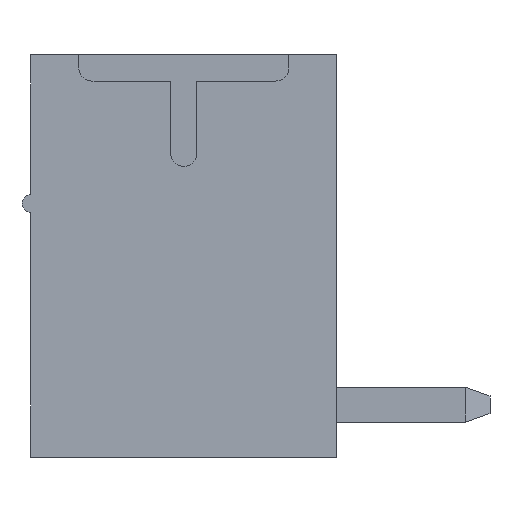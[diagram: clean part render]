
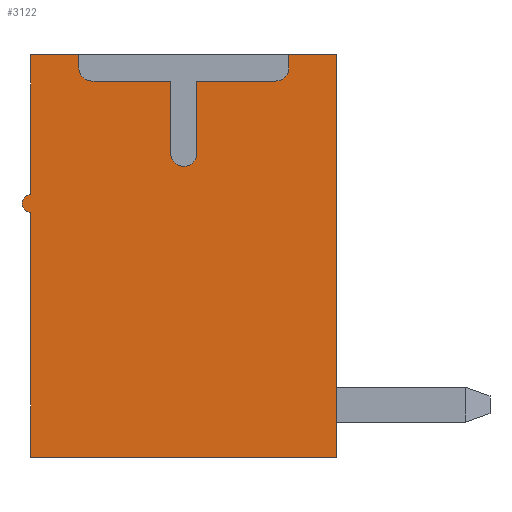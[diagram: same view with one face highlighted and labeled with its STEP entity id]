
A CAD part, left-side view. The second image highlights one B-rep face of the part: STEP entity #3122.
In plain terms, the highlighted planar face has unit normal (-1, 0, 0).
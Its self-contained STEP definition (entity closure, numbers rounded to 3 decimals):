
#6 = DIRECTION ( 'NONE',  ( 0., 1., 0. ) ) ;
#44 = CARTESIAN_POINT ( 'NONE',  ( -4.255, 3.8, 2.35 ) ) ;
#85 = CARTESIAN_POINT ( 'NONE',  ( -4.255, 5.9, 4.6 ) ) ;
#86 = DIRECTION ( 'NONE',  ( 0., 0., 1. ) ) ;
#122 = VERTEX_POINT ( 'NONE', #3542 ) ;
#136 = EDGE_CURVE ( 'NONE', #1377, #5563, #3931, .T. ) ;
#170 = VECTOR ( 'NONE', #3950, 1000. ) ;
#188 = CIRCLE ( 'NONE', #5676, 0.3 ) ;
#220 = LINE ( 'NONE', #4722, #5867 ) ;
#223 = CARTESIAN_POINT ( 'NONE',  ( -4.255, 0., 4.6 ) ) ;
#293 = ORIENTED_EDGE ( 'NONE', *, *, #1341, .F. ) ;
#294 = VERTEX_POINT ( 'NONE', #2067 ) ;
#316 = CARTESIAN_POINT ( 'NONE',  ( -4.255, 3.8, 4. ) ) ;
#415 = CARTESIAN_POINT ( 'NONE',  ( -4.255, 0., -4.6 ) ) ;
#458 = ORIENTED_EDGE ( 'NONE', *, *, #3461, .F. ) ;
#567 = LINE ( 'NONE', #3323, #2131 ) ;
#607 = CARTESIAN_POINT ( 'NONE',  ( -4.255, 5.6, 4. ) ) ;
#636 = DIRECTION ( 'NONE',  ( 0., 0., -1. ) ) ;
#644 = ORIENTED_EDGE ( 'NONE', *, *, #4928, .F. ) ;
#650 = AXIS2_PLACEMENT_3D ( 'NONE', #5078, #4998, #2721 ) ;
#684 = EDGE_CURVE ( 'NONE', #1377, #2922, #567, .T. ) ;
#731 = ORIENTED_EDGE ( 'NONE', *, *, #1304, .F. ) ;
#751 = CARTESIAN_POINT ( 'NONE',  ( -4.255, 3.2, 2.35 ) ) ;
#797 = CARTESIAN_POINT ( 'NONE',  ( -4.255, 3.8, 2.05 ) ) ;
#846 = ORIENTED_EDGE ( 'NONE', *, *, #136, .F. ) ;
#942 = ORIENTED_EDGE ( 'NONE', *, *, #684, .T. ) ;
#1304 = EDGE_CURVE ( 'NONE', #4409, #1616, #3339, .T. ) ;
#1341 = EDGE_CURVE ( 'NONE', #2834, #1589, #3776, .T. ) ;
#1377 = VERTEX_POINT ( 'NONE', #5946 ) ;
#1481 = CARTESIAN_POINT ( 'NONE',  ( -4.255, 3.2, 4. ) ) ;
#1589 = VERTEX_POINT ( 'NONE', #4849 ) ;
#1592 = VERTEX_POINT ( 'NONE', #2100 ) ;
#1616 = VERTEX_POINT ( 'NONE', #316 ) ;
#1670 = LINE ( 'NONE', #797, #4166 ) ;
#1684 = LINE ( 'NONE', #4792, #170 ) ;
#1700 = LINE ( 'NONE', #5347, #5627 ) ;
#1742 = PLANE ( 'NONE',  #3777 ) ;
#1777 = DIRECTION ( 'NONE',  ( -1., 0., 0. ) ) ;
#1833 = CARTESIAN_POINT ( 'NONE',  ( -4.255, 3.5, 2.35 ) ) ;
#1850 = ORIENTED_EDGE ( 'NONE', *, *, #2332, .T. ) ;
#1857 = ORIENTED_EDGE ( 'NONE', *, *, #3618, .F. ) ;
#1952 = LINE ( 'NONE', #5332, #3510 ) ;
#1961 = EDGE_CURVE ( 'NONE', #3862, #1592, #2331, .T. ) ;
#1996 = CARTESIAN_POINT ( 'NONE',  ( -4.255, 7., 1.2 ) ) ;
#2061 = VERTEX_POINT ( 'NONE', #4570 ) ;
#2067 = CARTESIAN_POINT ( 'NONE',  ( -4.255, 7., 1. ) ) ;
#2100 = CARTESIAN_POINT ( 'NONE',  ( -4.255, 7., 4.6 ) ) ;
#2113 = ORIENTED_EDGE ( 'NONE', *, *, #2969, .F. ) ;
#2131 = VECTOR ( 'NONE', #86, 1000. ) ;
#2171 = LINE ( 'NONE', #4956, #3680 ) ;
#2204 = DIRECTION ( 'NONE',  ( 0., 0., 1. ) ) ;
#2218 = DIRECTION ( 'NONE',  ( 0., 1., 0. ) ) ;
#2252 = LINE ( 'NONE', #3297, #2682 ) ;
#2331 = LINE ( 'NONE', #223, #5270 ) ;
#2332 = EDGE_CURVE ( 'NONE', #2922, #2061, #2252, .T. ) ;
#2374 = DIRECTION ( 'NONE',  ( 0., 1., 0. ) ) ;
#2447 = DIRECTION ( 'NONE',  ( 0., 1., 0. ) ) ;
#2516 = ORIENTED_EDGE ( 'NONE', *, *, #5105, .F. ) ;
#2544 = AXIS2_PLACEMENT_3D ( 'NONE', #1833, #5255, #2374 ) ;
#2682 = VECTOR ( 'NONE', #2447, 1000. ) ;
#2721 = DIRECTION ( 'NONE',  ( 0., 1., 0. ) ) ;
#2766 = VERTEX_POINT ( 'NONE', #1481 ) ;
#2816 = CARTESIAN_POINT ( 'NONE',  ( -4.255, 7., 1.4 ) ) ;
#2821 = CARTESIAN_POINT ( 'NONE',  ( -4.255, 5.9, 4.3 ) ) ;
#2834 = VERTEX_POINT ( 'NONE', #44 ) ;
#2848 = EDGE_CURVE ( 'NONE', #294, #5687, #4562, .T. ) ;
#2863 = EDGE_LOOP ( 'NONE', ( #293, #4283, #731, #1857, #5914, #5651, #458, #4042, #644, #846, #942, #1850, #3896, #3536, #3420, #2516, #2113 ) ) ;
#2922 = VERTEX_POINT ( 'NONE', #3177 ) ;
#2925 = AXIS2_PLACEMENT_3D ( 'NONE', #4150, #3667, #5073 ) ;
#2969 = EDGE_CURVE ( 'NONE', #1589, #5820, #5122, .T. ) ;
#3111 = DIRECTION ( 'NONE',  ( 0., -1., 0. ) ) ;
#3122 = ADVANCED_FACE ( 'NONE', ( #3898 ), #1742, .T. ) ;
#3177 = CARTESIAN_POINT ( 'NONE',  ( -4.255, 0., 4.6 ) ) ;
#3297 = CARTESIAN_POINT ( 'NONE',  ( -4.255, 0., 4.6 ) ) ;
#3323 = CARTESIAN_POINT ( 'NONE',  ( -4.255, 0., -4.6 ) ) ;
#3339 = LINE ( 'NONE', #5410, #5351 ) ;
#3383 = DIRECTION ( 'NONE',  ( 1., 0., 0. ) ) ;
#3420 = ORIENTED_EDGE ( 'NONE', *, *, #5475, .F. ) ;
#3426 = EDGE_CURVE ( 'NONE', #3842, #3862, #1684, .T. ) ;
#3455 = CIRCLE ( 'NONE', #650, 0.3 ) ;
#3461 = EDGE_CURVE ( 'NONE', #5687, #1592, #2171, .T. ) ;
#3510 = VECTOR ( 'NONE', #5375, 1000. ) ;
#3536 = ORIENTED_EDGE ( 'NONE', *, *, #5554, .F. ) ;
#3542 = CARTESIAN_POINT ( 'NONE',  ( -4.255, 1.1, 4.3 ) ) ;
#3578 = DIRECTION ( 'NONE',  ( 0., 0., 1. ) ) ;
#3618 = EDGE_CURVE ( 'NONE', #3842, #4409, #3455, .T. ) ;
#3664 = CARTESIAN_POINT ( 'NONE',  ( -4.255, 1.1, 4. ) ) ;
#3667 = DIRECTION ( 'NONE',  ( -1., 0., 0. ) ) ;
#3680 = VECTOR ( 'NONE', #2204, 1000. ) ;
#3776 = CIRCLE ( 'NONE', #2925, 0.3 ) ;
#3777 = AXIS2_PLACEMENT_3D ( 'NONE', #4936, #1777, #4979 ) ;
#3842 = VERTEX_POINT ( 'NONE', #2821 ) ;
#3858 = AXIS2_PLACEMENT_3D ( 'NONE', #1996, #3383, #636 ) ;
#3862 = VERTEX_POINT ( 'NONE', #85 ) ;
#3896 = ORIENTED_EDGE ( 'NONE', *, *, #5493, .F. ) ;
#3898 = FACE_OUTER_BOUND ( 'NONE', #2863, .T. ) ;
#3931 = LINE ( 'NONE', #415, #5859 ) ;
#3950 = DIRECTION ( 'NONE',  ( 0., 0., 1. ) ) ;
#3991 = DIRECTION ( 'NONE',  ( 0., 0., 1. ) ) ;
#4042 = ORIENTED_EDGE ( 'NONE', *, *, #2848, .F. ) ;
#4122 = DIRECTION ( 'NONE',  ( -1., 0., 0. ) ) ;
#4150 = CARTESIAN_POINT ( 'NONE',  ( -4.255, 3.5, 2.35 ) ) ;
#4160 = VECTOR ( 'NONE', #3578, 1000. ) ;
#4166 = VECTOR ( 'NONE', #3991, 1000. ) ;
#4243 = LINE ( 'NONE', #3664, #4160 ) ;
#4283 = ORIENTED_EDGE ( 'NONE', *, *, #4724, .T. ) ;
#4409 = VERTEX_POINT ( 'NONE', #607 ) ;
#4562 = CIRCLE ( 'NONE', #3858, 0.2 ) ;
#4570 = CARTESIAN_POINT ( 'NONE',  ( -4.255, 1.1, 4.6 ) ) ;
#4722 = CARTESIAN_POINT ( 'NONE',  ( -4.255, 3.2, 2.05 ) ) ;
#4724 = EDGE_CURVE ( 'NONE', #2834, #1616, #1670, .T. ) ;
#4792 = CARTESIAN_POINT ( 'NONE',  ( -4.255, 5.9, 4. ) ) ;
#4849 = CARTESIAN_POINT ( 'NONE',  ( -4.255, 3.5, 2.05 ) ) ;
#4928 = EDGE_CURVE ( 'NONE', #5563, #294, #1952, .T. ) ;
#4936 = CARTESIAN_POINT ( 'NONE',  ( -4.255, 0., -4.6 ) ) ;
#4956 = CARTESIAN_POINT ( 'NONE',  ( -4.255, 7., -4.6 ) ) ;
#4979 = DIRECTION ( 'NONE',  ( 0., 1., 0. ) ) ;
#4998 = DIRECTION ( 'NONE',  ( -1., 0., 0. ) ) ;
#5073 = DIRECTION ( 'NONE',  ( 0., 1., 0. ) ) ;
#5078 = CARTESIAN_POINT ( 'NONE',  ( -4.255, 5.6, 4.3 ) ) ;
#5105 = EDGE_CURVE ( 'NONE', #5820, #2766, #220, .T. ) ;
#5122 = CIRCLE ( 'NONE', #2544, 0.3 ) ;
#5134 = DIRECTION ( 'NONE',  ( 0., 0., 1. ) ) ;
#5255 = DIRECTION ( 'NONE',  ( -1., 0., 0. ) ) ;
#5270 = VECTOR ( 'NONE', #5853, 1000. ) ;
#5332 = CARTESIAN_POINT ( 'NONE',  ( -4.255, 7., -4.6 ) ) ;
#5347 = CARTESIAN_POINT ( 'NONE',  ( -4.255, 1.1, 4. ) ) ;
#5351 = VECTOR ( 'NONE', #3111, 1000. ) ;
#5363 = VERTEX_POINT ( 'NONE', #5408 ) ;
#5375 = DIRECTION ( 'NONE',  ( 0., 0., 1. ) ) ;
#5408 = CARTESIAN_POINT ( 'NONE',  ( -4.255, 1.4, 4. ) ) ;
#5410 = CARTESIAN_POINT ( 'NONE',  ( -4.255, 1.1, 4. ) ) ;
#5475 = EDGE_CURVE ( 'NONE', #2766, #5363, #1700, .T. ) ;
#5493 = EDGE_CURVE ( 'NONE', #122, #2061, #4243, .T. ) ;
#5495 = CARTESIAN_POINT ( 'NONE',  ( -4.255, 1.4, 4.3 ) ) ;
#5554 = EDGE_CURVE ( 'NONE', #5363, #122, #188, .T. ) ;
#5563 = VERTEX_POINT ( 'NONE', #5878 ) ;
#5627 = VECTOR ( 'NONE', #5795, 1000. ) ;
#5651 = ORIENTED_EDGE ( 'NONE', *, *, #1961, .T. ) ;
#5676 = AXIS2_PLACEMENT_3D ( 'NONE', #5495, #4122, #2218 ) ;
#5687 = VERTEX_POINT ( 'NONE', #2816 ) ;
#5795 = DIRECTION ( 'NONE',  ( 0., -1., 0. ) ) ;
#5820 = VERTEX_POINT ( 'NONE', #751 ) ;
#5853 = DIRECTION ( 'NONE',  ( 0., 1., 0. ) ) ;
#5859 = VECTOR ( 'NONE', #6, 1000. ) ;
#5867 = VECTOR ( 'NONE', #5134, 1000. ) ;
#5878 = CARTESIAN_POINT ( 'NONE',  ( -4.255, 7., -4.6 ) ) ;
#5914 = ORIENTED_EDGE ( 'NONE', *, *, #3426, .T. ) ;
#5946 = CARTESIAN_POINT ( 'NONE',  ( -4.255, 0., -4.6 ) ) ;
